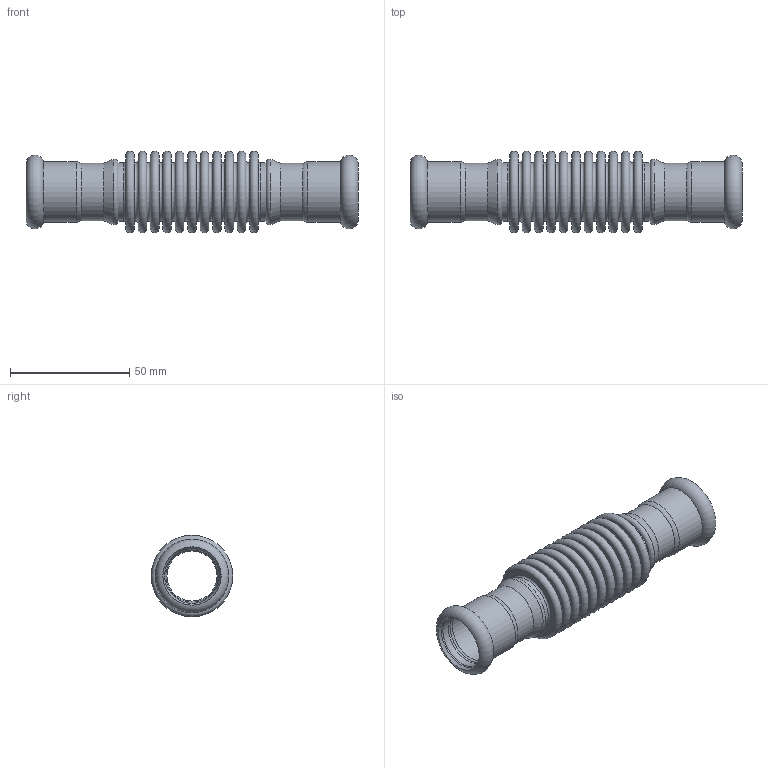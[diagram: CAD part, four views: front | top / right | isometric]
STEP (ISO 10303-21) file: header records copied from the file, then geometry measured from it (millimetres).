
FILE_DESCRIPTION(/* description */ (''),/* implementation_level */ '2;1');
FILE_NAME(/* name */ '199022000_Inoxpres.stp',/* time_stamp */ '2022-10-13T08:36:14+02:00',/* author */ ('Vault'),/* organization */ ('Raccorderie metalliche s.p.a. '),/* preprocessor_version */ 'ST-DEVELOPER v18.1',/* originating_system */ 'Autodesk Inventor 2020',/* authorisation */ 'Raccorderie metalliche s.p.a. ');
FILE_SCHEMA (('AUTOMOTIVE_DESIGN { 1 0 10303 214 3 1 1 }'));
Length unit declared in the file: millimetre
Products named in the file (1): 199022000_Inoxpres
Bounding box: 139 x 34.1 x 34.1 mm (x, y, z)
Volume: 23365.5 mm3; surface area: 38364.4 mm2
Topology: 1 solids, 1 shells, 134 faces, 367 edges, 283 vertices
Faces by surface type: torus 60, plane 50, cylinder 18, cone 6
Full cylindrical faces by diameter (mm): 21 x2, 22 x2, 22.3 x4, 22.9 x4, 24 x2, 24.3 x2, 25.3 x2
Entity records: 4699 total; most frequent: DIRECTION 980, CARTESIAN_POINT 785, ORIENTED_EDGE 734, AXIS2_PLACEMENT_3D 478, EDGE_CURVE 367, CIRCLE 343, VERTEX_POINT 283, EDGE_LOOP 184
